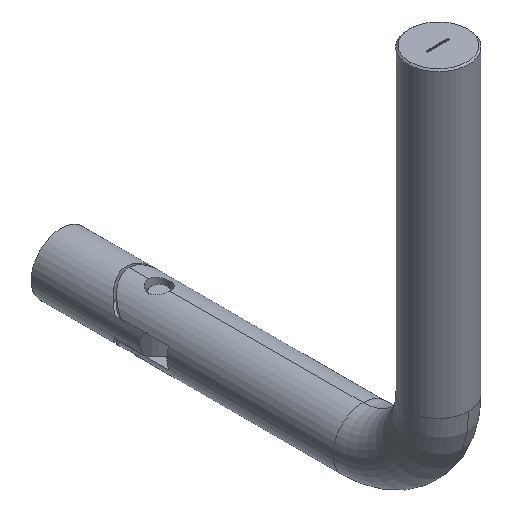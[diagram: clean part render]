
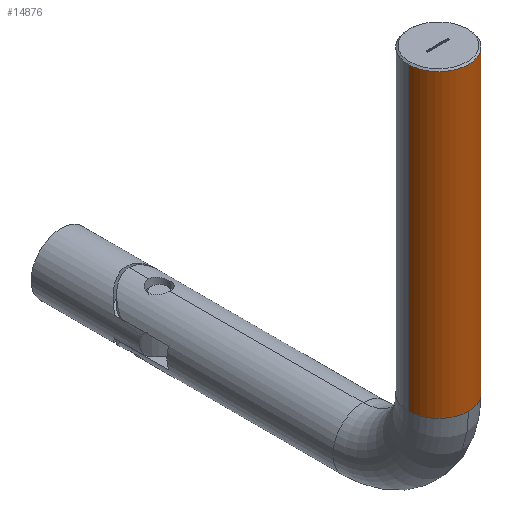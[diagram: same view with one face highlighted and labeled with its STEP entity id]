
A CAD part, isometric view. The second image highlights one B-rep face of the part: STEP entity #14876.
In plain terms, the highlighted cylindrical face has radius 6 mm (diameter 12 mm), a partial arc.
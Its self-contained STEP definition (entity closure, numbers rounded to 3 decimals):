
#83 = EDGE_CURVE ( 'NONE', #2765, #10797, #13053, .T. ) ;
#405 = CARTESIAN_POINT ( 'NONE',  ( 6., 0., -60. ) ) ;
#1110 = DIRECTION ( 'NONE',  ( 0., 0., 1. ) ) ;
#1162 = LINE ( 'NONE', #12595, #15933 ) ;
#1249 = CARTESIAN_POINT ( 'NONE',  ( -6., 0., -60. ) ) ;
#2407 = DIRECTION ( 'NONE',  ( 1., 0., 0. ) ) ;
#2412 = DIRECTION ( 'NONE',  ( 1., 0., 0. ) ) ;
#2765 = VERTEX_POINT ( 'NONE', #12101 ) ;
#3015 = VERTEX_POINT ( 'NONE', #405 ) ;
#3231 = EDGE_LOOP ( 'NONE', ( #5877, #5969, #13936, #8912, #13120 ) ) ;
#3511 = EDGE_CURVE ( 'NONE', #3015, #2765, #6052, .T. ) ;
#3969 = CARTESIAN_POINT ( 'NONE',  ( 0., -6., -60. ) ) ;
#4292 = DIRECTION ( 'NONE',  ( 1., 0., 0. ) ) ;
#4565 = AXIS2_PLACEMENT_3D ( 'NONE', #5578, #10993, #4292 ) ;
#4971 = EDGE_CURVE ( 'NONE', #12668, #16050, #11732, .T. ) ;
#5578 = CARTESIAN_POINT ( 'NONE',  ( 0., 0., -60. ) ) ;
#5766 = CYLINDRICAL_SURFACE ( 'NONE', #17179, 6. ) ;
#5853 = EDGE_CURVE ( 'NONE', #16050, #3015, #15516, .T. ) ;
#5877 = ORIENTED_EDGE ( 'NONE', *, *, #13301, .F. ) ;
#5969 = ORIENTED_EDGE ( 'NONE', *, *, #4971, .T. ) ;
#6052 = LINE ( 'NONE', #16695, #8995 ) ;
#6287 = DIRECTION ( 'NONE',  ( 1., 0., 0. ) ) ;
#7676 = DIRECTION ( 'NONE',  ( 0., 0., -1. ) ) ;
#8912 = ORIENTED_EDGE ( 'NONE', *, *, #3511, .T. ) ;
#8995 = VECTOR ( 'NONE', #14059, 1000. ) ;
#9171 = DIRECTION ( 'NONE',  ( 0., 0., 1. ) ) ;
#10797 = VERTEX_POINT ( 'NONE', #17136 ) ;
#10993 = DIRECTION ( 'NONE',  ( 0., 0., 1. ) ) ;
#11710 = AXIS2_PLACEMENT_3D ( 'NONE', #17331, #1110, #2407 ) ;
#11732 = CIRCLE ( 'NONE', #4565, 6. ) ;
#12101 = CARTESIAN_POINT ( 'NONE',  ( 6., 0., -0.3 ) ) ;
#12301 = AXIS2_PLACEMENT_3D ( 'NONE', #14303, #7676, #6287 ) ;
#12595 = CARTESIAN_POINT ( 'NONE',  ( -6., 0., -60. ) ) ;
#12668 = VERTEX_POINT ( 'NONE', #1249 ) ;
#13053 = CIRCLE ( 'NONE', #12301, 6. ) ;
#13120 = ORIENTED_EDGE ( 'NONE', *, *, #83, .T. ) ;
#13301 = EDGE_CURVE ( 'NONE', #12668, #10797, #1162, .T. ) ;
#13936 = ORIENTED_EDGE ( 'NONE', *, *, #5853, .T. ) ;
#14059 = DIRECTION ( 'NONE',  ( 0., 0., 1. ) ) ;
#14303 = CARTESIAN_POINT ( 'NONE',  ( 0., 0., -0.3 ) ) ;
#14876 = ADVANCED_FACE ( 'NONE', ( #15051 ), #5766, .T. ) ;
#15051 = FACE_OUTER_BOUND ( 'NONE', #3231, .T. ) ;
#15516 = CIRCLE ( 'NONE', #11710, 6. ) ;
#15933 = VECTOR ( 'NONE', #16526, 1000. ) ;
#16050 = VERTEX_POINT ( 'NONE', #3969 ) ;
#16526 = DIRECTION ( 'NONE',  ( 0., 0., 1. ) ) ;
#16695 = CARTESIAN_POINT ( 'NONE',  ( 6., 0., -60. ) ) ;
#16842 = CARTESIAN_POINT ( 'NONE',  ( 0., 0., -60. ) ) ;
#17136 = CARTESIAN_POINT ( 'NONE',  ( -6., 0., -0.3 ) ) ;
#17179 = AXIS2_PLACEMENT_3D ( 'NONE', #16842, #9171, #2412 ) ;
#17331 = CARTESIAN_POINT ( 'NONE',  ( 0., 0., -60. ) ) ;
